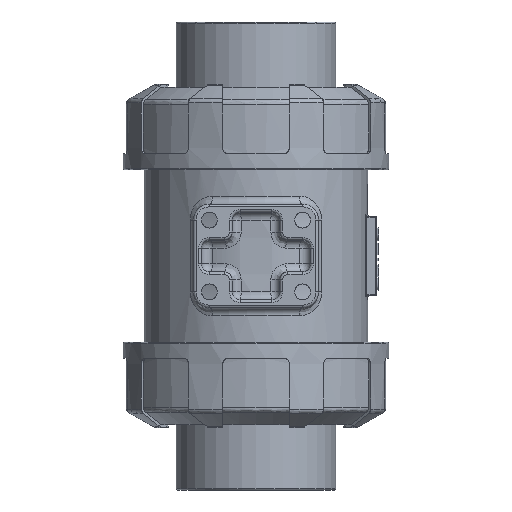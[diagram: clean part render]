
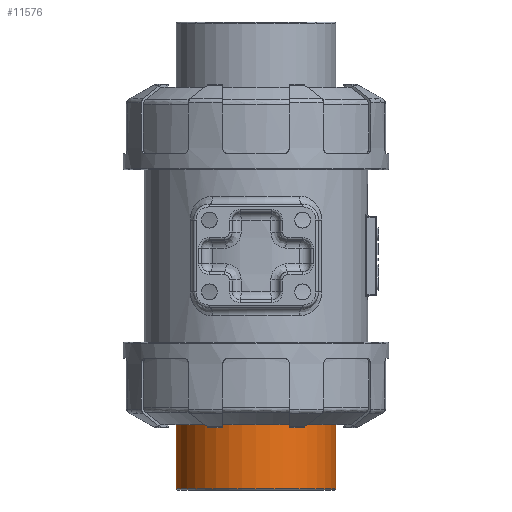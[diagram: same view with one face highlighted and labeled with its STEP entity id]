
A CAD part, front view. The second image highlights one B-rep face of the part: STEP entity #11576.
In plain terms, the highlighted cylindrical face has radius 30 mm (diameter 60 mm), a full revolution.
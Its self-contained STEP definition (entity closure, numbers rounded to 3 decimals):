
#895=FACE_OUTER_BOUND('',#1580,.T.);
#1580=EDGE_LOOP('',(#8774,#8775,#8776,#8777,#8778));
#2317=CIRCLE('',#12645,30.);
#2318=CIRCLE('',#12646,30.);
#2320=CIRCLE('',#12650,30.);
#3222=LINE('',#19727,#3948);
#3948=VECTOR('',#15018,30.);
#4879=VERTEX_POINT('',#19716);
#4880=VERTEX_POINT('',#19718);
#4882=VERTEX_POINT('',#19725);
#6280=EDGE_CURVE('',#4879,#4880,#2317,.T.);
#6281=EDGE_CURVE('',#4880,#4879,#2318,.T.);
#6283=EDGE_CURVE('',#4882,#4882,#2320,.T.);
#6284=EDGE_CURVE('',#4882,#4880,#3222,.T.);
#8774=ORIENTED_EDGE('',*,*,#6283,.F.);
#8775=ORIENTED_EDGE('',*,*,#6284,.T.);
#8776=ORIENTED_EDGE('',*,*,#6280,.F.);
#8777=ORIENTED_EDGE('',*,*,#6281,.F.);
#8778=ORIENTED_EDGE('',*,*,#6284,.F.);
#10555=CYLINDRICAL_SURFACE('',#12649,30.);
#11576=ADVANCED_FACE('',(#895),#10555,.T.);
#12645=AXIS2_PLACEMENT_3D('',#19719,#15006,#15007);
#12646=AXIS2_PLACEMENT_3D('',#19720,#15008,#15009);
#12649=AXIS2_PLACEMENT_3D('',#19724,#15014,#15015);
#12650=AXIS2_PLACEMENT_3D('',#19726,#15016,#15017);
#15006=DIRECTION('center_axis',(0.,0.,-1.));
#15007=DIRECTION('ref_axis',(-1.,0.,0.));
#15008=DIRECTION('center_axis',(0.,0.,-1.));
#15009=DIRECTION('ref_axis',(-1.,0.,0.));
#15014=DIRECTION('center_axis',(0.,0.,1.));
#15015=DIRECTION('ref_axis',(1.,0.,0.));
#15016=DIRECTION('center_axis',(0.,0.,1.));
#15017=DIRECTION('ref_axis',(-0.707,0.707,0.));
#15018=DIRECTION('',(0.,0.,-1.));
#19716=CARTESIAN_POINT('',(30.,0.,-87.5));
#19718=CARTESIAN_POINT('',(-30.,0.,-87.5));
#19719=CARTESIAN_POINT('Origin',(0.,0.,-87.5));
#19720=CARTESIAN_POINT('Origin',(0.,0.,-87.5));
#19724=CARTESIAN_POINT('Origin',(0.,0.,0.));
#19725=CARTESIAN_POINT('',(-30.,0.,-55.5));
#19726=CARTESIAN_POINT('Origin',(0.,0.,-55.5));
#19727=CARTESIAN_POINT('',(-30.,0.,0.));
